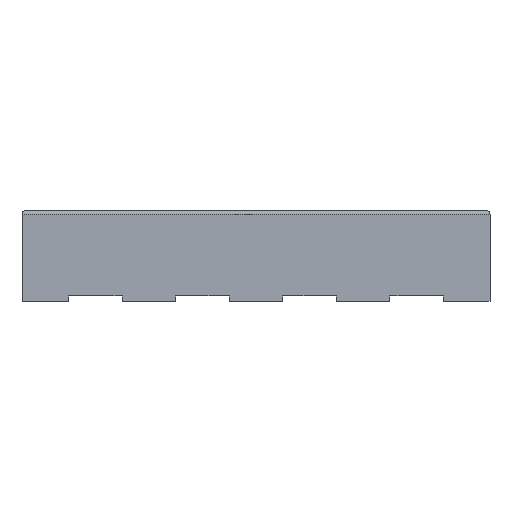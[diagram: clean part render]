
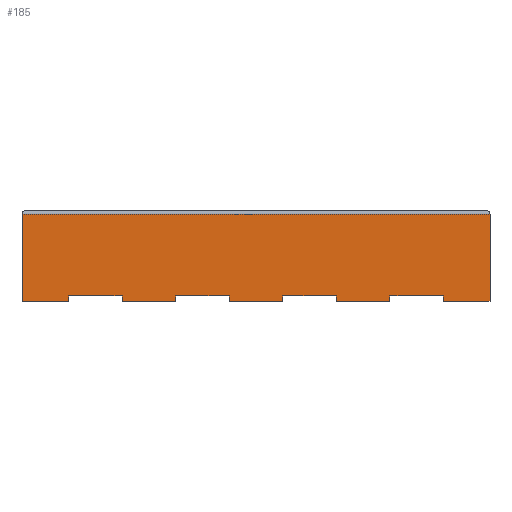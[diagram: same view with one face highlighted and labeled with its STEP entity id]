
A CAD part, left-side view. The second image highlights one B-rep face of the part: STEP entity #185.
In plain terms, the highlighted planar face has unit normal (-1, 0, 0).
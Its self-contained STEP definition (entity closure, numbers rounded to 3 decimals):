
#21 = EDGE_CURVE('',#22,#24,#26,.T.);
#22 = VERTEX_POINT('',#23);
#23 = CARTESIAN_POINT('',(-13.105,13.105,0.));
#24 = VERTEX_POINT('',#25);
#25 = CARTESIAN_POINT('',(-13.105,13.105,4.88));
#26 = LINE('',#27,#28);
#27 = CARTESIAN_POINT('',(-13.105,13.105,0.));
#28 = VECTOR('',#29,1.);
#29 = DIRECTION('',(0.,0.,1.));
#185 = ADVANCED_FACE('',(#186),#339,.T.);
#186 = FACE_BOUND('',#187,.T.);
#187 = EDGE_LOOP('',(#188,#198,#204,#205,#213,#221,#229,#237,#245,#253,
    #261,#269,#277,#285,#293,#301,#309,#317,#325,#333));
#188 = ORIENTED_EDGE('',*,*,#189,.T.);
#189 = EDGE_CURVE('',#190,#192,#194,.T.);
#190 = VERTEX_POINT('',#191);
#191 = CARTESIAN_POINT('',(-13.105,-13.105,0.));
#192 = VERTEX_POINT('',#193);
#193 = CARTESIAN_POINT('',(-13.105,-13.105,4.88));
#194 = LINE('',#195,#196);
#195 = CARTESIAN_POINT('',(-13.105,-13.105,0.));
#196 = VECTOR('',#197,1.);
#197 = DIRECTION('',(0.,0.,1.));
#198 = ORIENTED_EDGE('',*,*,#199,.T.);
#199 = EDGE_CURVE('',#192,#24,#200,.T.);
#200 = LINE('',#201,#202);
#201 = CARTESIAN_POINT('',(-13.105,-13.105,4.88));
#202 = VECTOR('',#203,1.);
#203 = DIRECTION('',(0.,1.,0.));
#204 = ORIENTED_EDGE('',*,*,#21,.F.);
#205 = ORIENTED_EDGE('',*,*,#206,.F.);
#206 = EDGE_CURVE('',#207,#22,#209,.T.);
#207 = VERTEX_POINT('',#208);
#208 = CARTESIAN_POINT('',(-13.105,10.5,0.));
#209 = LINE('',#210,#211);
#210 = CARTESIAN_POINT('',(-13.105,-13.105,0.));
#211 = VECTOR('',#212,1.);
#212 = DIRECTION('',(0.,1.,0.));
#213 = ORIENTED_EDGE('',*,*,#214,.T.);
#214 = EDGE_CURVE('',#207,#215,#217,.T.);
#215 = VERTEX_POINT('',#216);
#216 = CARTESIAN_POINT('',(-13.105,10.5,0.3));
#217 = LINE('',#218,#219);
#218 = CARTESIAN_POINT('',(-13.105,10.5,0.));
#219 = VECTOR('',#220,1.);
#220 = DIRECTION('',(0.,0.,1.));
#221 = ORIENTED_EDGE('',*,*,#222,.F.);
#222 = EDGE_CURVE('',#223,#215,#225,.T.);
#223 = VERTEX_POINT('',#224);
#224 = CARTESIAN_POINT('',(-13.105,7.5,0.3));
#225 = LINE('',#226,#227);
#226 = CARTESIAN_POINT('',(-13.105,7.5,0.3));
#227 = VECTOR('',#228,1.);
#228 = DIRECTION('',(0.,1.,0.));
#229 = ORIENTED_EDGE('',*,*,#230,.F.);
#230 = EDGE_CURVE('',#231,#223,#233,.T.);
#231 = VERTEX_POINT('',#232);
#232 = CARTESIAN_POINT('',(-13.105,7.5,0.));
#233 = LINE('',#234,#235);
#234 = CARTESIAN_POINT('',(-13.105,7.5,0.));
#235 = VECTOR('',#236,1.);
#236 = DIRECTION('',(0.,0.,1.));
#237 = ORIENTED_EDGE('',*,*,#238,.F.);
#238 = EDGE_CURVE('',#239,#231,#241,.T.);
#239 = VERTEX_POINT('',#240);
#240 = CARTESIAN_POINT('',(-13.105,4.5,0.));
#241 = LINE('',#242,#243);
#242 = CARTESIAN_POINT('',(-13.105,-13.105,0.));
#243 = VECTOR('',#244,1.);
#244 = DIRECTION('',(0.,1.,0.));
#245 = ORIENTED_EDGE('',*,*,#246,.T.);
#246 = EDGE_CURVE('',#239,#247,#249,.T.);
#247 = VERTEX_POINT('',#248);
#248 = CARTESIAN_POINT('',(-13.105,4.5,0.3));
#249 = LINE('',#250,#251);
#250 = CARTESIAN_POINT('',(-13.105,4.5,0.));
#251 = VECTOR('',#252,1.);
#252 = DIRECTION('',(0.,0.,1.));
#253 = ORIENTED_EDGE('',*,*,#254,.F.);
#254 = EDGE_CURVE('',#255,#247,#257,.T.);
#255 = VERTEX_POINT('',#256);
#256 = CARTESIAN_POINT('',(-13.105,1.5,0.3));
#257 = LINE('',#258,#259);
#258 = CARTESIAN_POINT('',(-13.105,1.5,0.3));
#259 = VECTOR('',#260,1.);
#260 = DIRECTION('',(0.,1.,0.));
#261 = ORIENTED_EDGE('',*,*,#262,.F.);
#262 = EDGE_CURVE('',#263,#255,#265,.T.);
#263 = VERTEX_POINT('',#264);
#264 = CARTESIAN_POINT('',(-13.105,1.5,0.));
#265 = LINE('',#266,#267);
#266 = CARTESIAN_POINT('',(-13.105,1.5,0.));
#267 = VECTOR('',#268,1.);
#268 = DIRECTION('',(0.,0.,1.));
#269 = ORIENTED_EDGE('',*,*,#270,.F.);
#270 = EDGE_CURVE('',#271,#263,#273,.T.);
#271 = VERTEX_POINT('',#272);
#272 = CARTESIAN_POINT('',(-13.105,-1.5,0.));
#273 = LINE('',#274,#275);
#274 = CARTESIAN_POINT('',(-13.105,-13.105,0.));
#275 = VECTOR('',#276,1.);
#276 = DIRECTION('',(0.,1.,0.));
#277 = ORIENTED_EDGE('',*,*,#278,.T.);
#278 = EDGE_CURVE('',#271,#279,#281,.T.);
#279 = VERTEX_POINT('',#280);
#280 = CARTESIAN_POINT('',(-13.105,-1.5,0.3));
#281 = LINE('',#282,#283);
#282 = CARTESIAN_POINT('',(-13.105,-1.5,0.));
#283 = VECTOR('',#284,1.);
#284 = DIRECTION('',(0.,0.,1.));
#285 = ORIENTED_EDGE('',*,*,#286,.F.);
#286 = EDGE_CURVE('',#287,#279,#289,.T.);
#287 = VERTEX_POINT('',#288);
#288 = CARTESIAN_POINT('',(-13.105,-4.5,0.3));
#289 = LINE('',#290,#291);
#290 = CARTESIAN_POINT('',(-13.105,-4.5,0.3));
#291 = VECTOR('',#292,1.);
#292 = DIRECTION('',(0.,1.,0.));
#293 = ORIENTED_EDGE('',*,*,#294,.F.);
#294 = EDGE_CURVE('',#295,#287,#297,.T.);
#295 = VERTEX_POINT('',#296);
#296 = CARTESIAN_POINT('',(-13.105,-4.5,0.));
#297 = LINE('',#298,#299);
#298 = CARTESIAN_POINT('',(-13.105,-4.5,0.));
#299 = VECTOR('',#300,1.);
#300 = DIRECTION('',(0.,0.,1.));
#301 = ORIENTED_EDGE('',*,*,#302,.F.);
#302 = EDGE_CURVE('',#303,#295,#305,.T.);
#303 = VERTEX_POINT('',#304);
#304 = CARTESIAN_POINT('',(-13.105,-7.5,0.));
#305 = LINE('',#306,#307);
#306 = CARTESIAN_POINT('',(-13.105,-13.105,0.));
#307 = VECTOR('',#308,1.);
#308 = DIRECTION('',(0.,1.,0.));
#309 = ORIENTED_EDGE('',*,*,#310,.T.);
#310 = EDGE_CURVE('',#303,#311,#313,.T.);
#311 = VERTEX_POINT('',#312);
#312 = CARTESIAN_POINT('',(-13.105,-7.5,0.3));
#313 = LINE('',#314,#315);
#314 = CARTESIAN_POINT('',(-13.105,-7.5,0.));
#315 = VECTOR('',#316,1.);
#316 = DIRECTION('',(0.,0.,1.));
#317 = ORIENTED_EDGE('',*,*,#318,.F.);
#318 = EDGE_CURVE('',#319,#311,#321,.T.);
#319 = VERTEX_POINT('',#320);
#320 = CARTESIAN_POINT('',(-13.105,-10.5,0.3));
#321 = LINE('',#322,#323);
#322 = CARTESIAN_POINT('',(-13.105,-10.5,0.3));
#323 = VECTOR('',#324,1.);
#324 = DIRECTION('',(0.,1.,0.));
#325 = ORIENTED_EDGE('',*,*,#326,.F.);
#326 = EDGE_CURVE('',#327,#319,#329,.T.);
#327 = VERTEX_POINT('',#328);
#328 = CARTESIAN_POINT('',(-13.105,-10.5,0.));
#329 = LINE('',#330,#331);
#330 = CARTESIAN_POINT('',(-13.105,-10.5,0.));
#331 = VECTOR('',#332,1.);
#332 = DIRECTION('',(0.,0.,1.));
#333 = ORIENTED_EDGE('',*,*,#334,.F.);
#334 = EDGE_CURVE('',#190,#327,#335,.T.);
#335 = LINE('',#336,#337);
#336 = CARTESIAN_POINT('',(-13.105,-13.105,0.));
#337 = VECTOR('',#338,1.);
#338 = DIRECTION('',(0.,1.,0.));
#339 = PLANE('',#340);
#340 = AXIS2_PLACEMENT_3D('',#341,#342,#343);
#341 = CARTESIAN_POINT('',(-13.105,-13.105,0.));
#342 = DIRECTION('',(-1.,0.,0.));
#343 = DIRECTION('',(0.,1.,0.));
